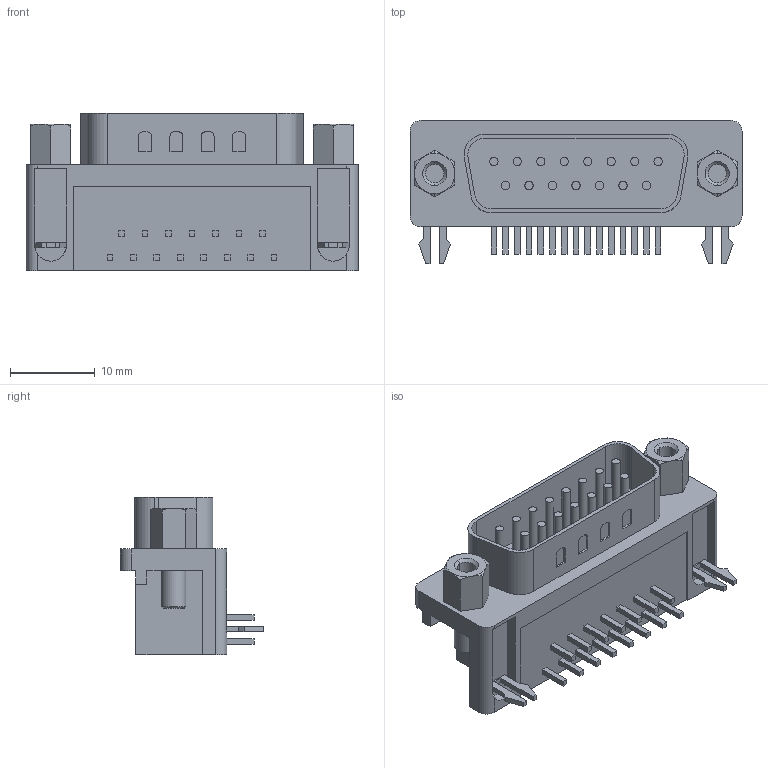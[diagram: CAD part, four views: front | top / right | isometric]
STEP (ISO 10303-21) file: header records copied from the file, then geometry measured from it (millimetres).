
FILE_DESCRIPTION(('STEP AP214'),'1');
FILE_NAME('connector_a-ds_15_a_kg-t2.stp','2017-04-01T03:31:02',('TraceParts'),('TraceParts S.A.'),'Spatial InterOp 3D',' ',' ');
FILE_SCHEMA(('automotive_design'));
Length unit declared in the file: millimetre
Products named in the file (1): connector_a-ds_15_a_kg-t2
Bounding box: 39.14 x 16.88 x 18.6 mm (x, y, z)
Volume: 4853.8 mm3; surface area: 3903.3 mm2
Topology: 1 solids, 1 shells, 310 faces, 756 edges, 496 vertices
Faces by surface type: plane 214, cylinder 72, cone 24
Entity records: 11572 total; most frequent: CARTESIAN_POINT 1677, DIRECTION 1522, ORIENTED_EDGE 1512, EDGE_CURVE 756, LINE 560, VECTOR 560, VERTEX_POINT 496, AXIS2_PLACEMENT_3D 481
